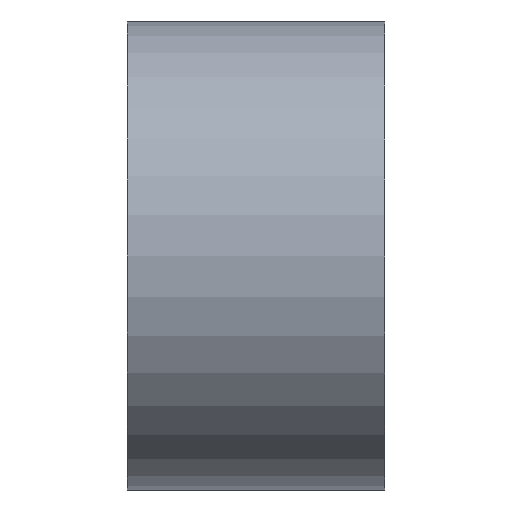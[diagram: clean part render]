
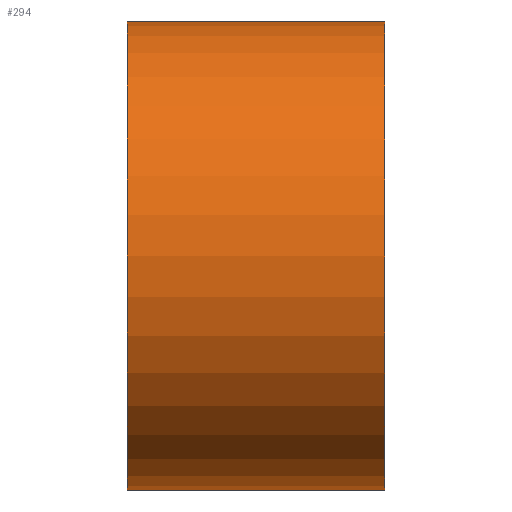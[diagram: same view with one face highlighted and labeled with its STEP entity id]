
A CAD part, left-side view. The second image highlights one B-rep face of the part: STEP entity #294.
In plain terms, the highlighted cylindrical face has radius 50 mm (diameter 100 mm), a full revolution.
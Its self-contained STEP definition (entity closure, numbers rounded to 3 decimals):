
#48=FACE_OUTER_BOUND('',#72,.T.);
#72=EDGE_LOOP('',(#253,#254,#255,#256,#257,#258,#259,#260,#261));
#83=B_SPLINE_CURVE_WITH_KNOTS('',3,(#569,#570,#571,#572,#573,#574,#575,
#576,#577,#578,#579,#580,#581,#582,#583,#584,#585,#586),.UNSPECIFIED.,.F.,
 .F.,(4,2,2,2,2,2,2,2,4),(0.,0.431,0.862,1.293,
1.724,2.154,2.584,3.015,3.445),
 .UNSPECIFIED.);
#84=B_SPLINE_CURVE_WITH_KNOTS('',3,(#588,#589,#590,#591,#592,#593,#594,
#595,#596,#597,#598,#599,#600,#601,#602,#603,#604,#605),.UNSPECIFIED.,.F.,
 .F.,(4,2,2,2,2,2,2,2,4),(10.334,10.765,11.195,
11.625,12.055,12.486,12.917,13.348,
13.779),.UNSPECIFIED.);
#85=B_SPLINE_CURVE_WITH_KNOTS('',3,(#609,#610,#611,#612,#613,#614,#615,
#616,#617,#618,#619,#620,#621,#622,#623,#624,#625,#626,#627,#628,#629,#630,
#631,#632,#633,#634,#635,#636,#637,#638,#639,#640,#641,#642),
 .UNSPECIFIED.,.F.,.F.,(4,2,2,2,2,2,2,2,2,2,2,2,2,2,2,2,4),(3.445,
3.875,4.305,4.735,5.166,5.597,
6.028,6.459,6.89,7.321,7.751,
8.182,8.613,9.044,9.474,9.904,
10.334),.UNSPECIFIED.);
#96=LINE('',#650,#108);
#97=LINE('',#651,#109);
#108=VECTOR('',#437,50.);
#109=VECTOR('',#438,50.);
#129=CIRCLE('',#351,50.);
#130=CIRCLE('',#353,50.);
#150=VERTEX_POINT('',#567);
#151=VERTEX_POINT('',#568);
#152=VERTEX_POINT('',#587);
#154=VERTEX_POINT('',#645);
#155=VERTEX_POINT('',#648);
#185=EDGE_CURVE('',#150,#151,#83,.T.);
#186=EDGE_CURVE('',#152,#150,#84,.T.);
#189=EDGE_CURVE('',#151,#152,#85,.T.);
#190=EDGE_CURVE('',#154,#154,#129,.T.);
#191=EDGE_CURVE('',#155,#155,#130,.T.);
#192=EDGE_CURVE('',#155,#151,#96,.T.);
#193=EDGE_CURVE('',#152,#154,#97,.T.);
#253=ORIENTED_EDGE('',*,*,#191,.F.);
#254=ORIENTED_EDGE('',*,*,#192,.T.);
#255=ORIENTED_EDGE('',*,*,#189,.T.);
#256=ORIENTED_EDGE('',*,*,#193,.T.);
#257=ORIENTED_EDGE('',*,*,#190,.F.);
#258=ORIENTED_EDGE('',*,*,#193,.F.);
#259=ORIENTED_EDGE('',*,*,#186,.T.);
#260=ORIENTED_EDGE('',*,*,#185,.T.);
#261=ORIENTED_EDGE('',*,*,#192,.F.);
#280=CYLINDRICAL_SURFACE('',#352,50.);
#294=ADVANCED_FACE('',(#48),#280,.T.);
#351=AXIS2_PLACEMENT_3D('',#646,#431,#432);
#352=AXIS2_PLACEMENT_3D('',#647,#433,#434);
#353=AXIS2_PLACEMENT_3D('',#649,#435,#436);
#431=DIRECTION('center_axis',(0.,-1.,0.));
#432=DIRECTION('ref_axis',(-1.,0.,0.));
#433=DIRECTION('center_axis',(0.,1.,0.));
#434=DIRECTION('ref_axis',(-1.,0.,0.));
#435=DIRECTION('center_axis',(0.,1.,0.));
#436=DIRECTION('ref_axis',(-1.,0.,0.));
#437=DIRECTION('',(0.,-1.,0.));
#438=DIRECTION('',(0.,-1.,0.));
#567=CARTESIAN_POINT('',(44.651,0.,22.5));
#568=CARTESIAN_POINT('',(50.,22.5,0.));
#569=CARTESIAN_POINT('Ctrl Pts',(44.651,0.,
22.5));
#570=CARTESIAN_POINT('Ctrl Pts',(44.651,1.437,22.5));
#571=CARTESIAN_POINT('Ctrl Pts',(44.723,2.914,22.36));
#572=CARTESIAN_POINT('Ctrl Pts',(45.008,5.838,21.78));
#573=CARTESIAN_POINT('Ctrl Pts',(45.222,7.285,21.34));
#574=CARTESIAN_POINT('Ctrl Pts',(45.748,10.049,20.187));
#575=CARTESIAN_POINT('Ctrl Pts',(46.061,11.369,19.472));
#576=CARTESIAN_POINT('Ctrl Pts',(46.722,13.805,17.828));
#577=CARTESIAN_POINT('Ctrl Pts',(47.069,14.922,16.898));
#578=CARTESIAN_POINT('Ctrl Pts',(47.732,16.897,14.923));
#579=CARTESIAN_POINT('Ctrl Pts',(48.072,17.826,13.807));
#580=CARTESIAN_POINT('Ctrl Pts',(48.706,19.471,11.371));
#581=CARTESIAN_POINT('Ctrl Pts',(49.,20.186,10.05));
#582=CARTESIAN_POINT('Ctrl Pts',(49.487,21.341,7.284));
#583=CARTESIAN_POINT('Ctrl Pts',(49.68,21.781,5.836));
#584=CARTESIAN_POINT('Ctrl Pts',(49.937,22.361,2.911));
#585=CARTESIAN_POINT('Ctrl Pts',(50.,22.5,1.434));
#586=CARTESIAN_POINT('Ctrl Pts',(50.,22.5,0.));
#587=CARTESIAN_POINT('',(50.,-22.5,0.));
#588=CARTESIAN_POINT('Ctrl Pts',(50.,-22.5,0.));
#589=CARTESIAN_POINT('Ctrl Pts',(50.,-22.5,1.434));
#590=CARTESIAN_POINT('Ctrl Pts',(49.937,-22.361,2.911));
#591=CARTESIAN_POINT('Ctrl Pts',(49.68,-21.781,5.836));
#592=CARTESIAN_POINT('Ctrl Pts',(49.487,-21.341,7.284));
#593=CARTESIAN_POINT('Ctrl Pts',(49.,-20.186,10.05));
#594=CARTESIAN_POINT('Ctrl Pts',(48.706,-19.471,11.371));
#595=CARTESIAN_POINT('Ctrl Pts',(48.072,-17.826,13.807));
#596=CARTESIAN_POINT('Ctrl Pts',(47.732,-16.897,14.923));
#597=CARTESIAN_POINT('Ctrl Pts',(47.069,-14.922,16.898));
#598=CARTESIAN_POINT('Ctrl Pts',(46.722,-13.805,17.828));
#599=CARTESIAN_POINT('Ctrl Pts',(46.061,-11.369,19.472));
#600=CARTESIAN_POINT('Ctrl Pts',(45.748,-10.049,20.187));
#601=CARTESIAN_POINT('Ctrl Pts',(45.222,-7.285,21.34));
#602=CARTESIAN_POINT('Ctrl Pts',(45.008,-5.838,21.78));
#603=CARTESIAN_POINT('Ctrl Pts',(44.723,-2.914,22.36));
#604=CARTESIAN_POINT('Ctrl Pts',(44.651,-1.437,22.5));
#605=CARTESIAN_POINT('Ctrl Pts',(44.651,0.,
22.5));
#609=CARTESIAN_POINT('Ctrl Pts',(50.,22.5,0.));
#610=CARTESIAN_POINT('Ctrl Pts',(50.,22.5,-1.434));
#611=CARTESIAN_POINT('Ctrl Pts',(49.937,22.361,-2.911));
#612=CARTESIAN_POINT('Ctrl Pts',(49.68,21.781,-5.836));
#613=CARTESIAN_POINT('Ctrl Pts',(49.487,21.341,-7.284));
#614=CARTESIAN_POINT('Ctrl Pts',(49.,20.186,-10.05));
#615=CARTESIAN_POINT('Ctrl Pts',(48.706,19.471,-11.371));
#616=CARTESIAN_POINT('Ctrl Pts',(48.072,17.826,-13.807));
#617=CARTESIAN_POINT('Ctrl Pts',(47.732,16.897,-14.923));
#618=CARTESIAN_POINT('Ctrl Pts',(47.069,14.922,-16.898));
#619=CARTESIAN_POINT('Ctrl Pts',(46.722,13.805,-17.828));
#620=CARTESIAN_POINT('Ctrl Pts',(46.061,11.369,-19.472));
#621=CARTESIAN_POINT('Ctrl Pts',(45.748,10.049,-20.187));
#622=CARTESIAN_POINT('Ctrl Pts',(45.222,7.285,-21.34));
#623=CARTESIAN_POINT('Ctrl Pts',(45.008,5.838,-21.78));
#624=CARTESIAN_POINT('Ctrl Pts',(44.723,2.914,-22.36));
#625=CARTESIAN_POINT('Ctrl Pts',(44.651,1.437,-22.5));
#626=CARTESIAN_POINT('Ctrl Pts',(44.651,-1.437,-22.5));
#627=CARTESIAN_POINT('Ctrl Pts',(44.723,-2.914,-22.36));
#628=CARTESIAN_POINT('Ctrl Pts',(45.008,-5.838,-21.78));
#629=CARTESIAN_POINT('Ctrl Pts',(45.222,-7.285,-21.34));
#630=CARTESIAN_POINT('Ctrl Pts',(45.748,-10.049,-20.187));
#631=CARTESIAN_POINT('Ctrl Pts',(46.061,-11.369,-19.472));
#632=CARTESIAN_POINT('Ctrl Pts',(46.722,-13.805,-17.828));
#633=CARTESIAN_POINT('Ctrl Pts',(47.069,-14.922,-16.898));
#634=CARTESIAN_POINT('Ctrl Pts',(47.732,-16.897,-14.923));
#635=CARTESIAN_POINT('Ctrl Pts',(48.072,-17.826,-13.807));
#636=CARTESIAN_POINT('Ctrl Pts',(48.706,-19.471,-11.371));
#637=CARTESIAN_POINT('Ctrl Pts',(49.,-20.186,-10.05));
#638=CARTESIAN_POINT('Ctrl Pts',(49.487,-21.341,-7.284));
#639=CARTESIAN_POINT('Ctrl Pts',(49.68,-21.781,-5.836));
#640=CARTESIAN_POINT('Ctrl Pts',(49.937,-22.361,-2.911));
#641=CARTESIAN_POINT('Ctrl Pts',(50.,-22.5,-1.434));
#642=CARTESIAN_POINT('Ctrl Pts',(50.,-22.5,0.));
#645=CARTESIAN_POINT('',(50.,-27.5,0.));
#646=CARTESIAN_POINT('Origin',(0.,-27.5,0.));
#647=CARTESIAN_POINT('Origin',(0.,0.,0.));
#648=CARTESIAN_POINT('',(50.,27.5,0.));
#649=CARTESIAN_POINT('Origin',(0.,27.5,0.));
#650=CARTESIAN_POINT('',(50.,0.,0.));
#651=CARTESIAN_POINT('',(50.,0.,0.));
